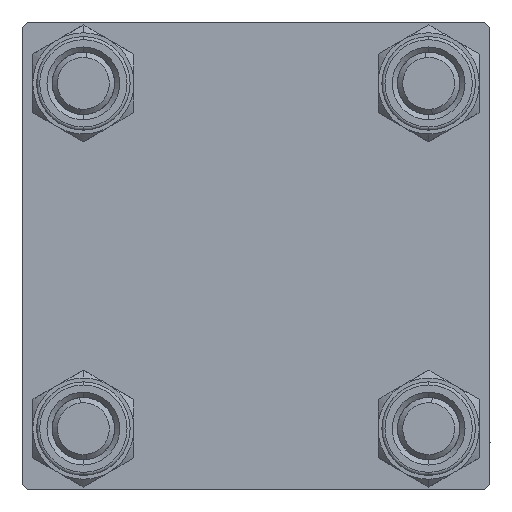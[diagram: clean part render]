
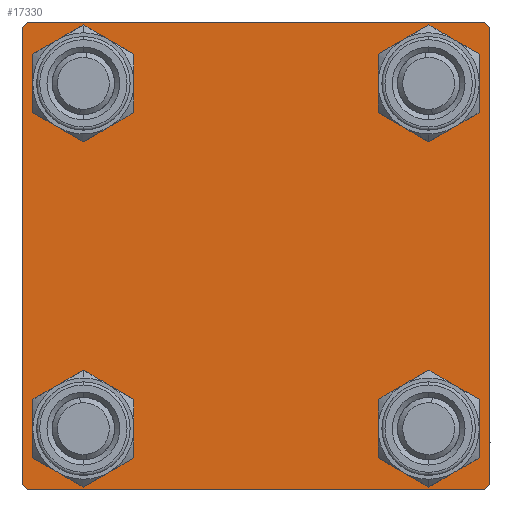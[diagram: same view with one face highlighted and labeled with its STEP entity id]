
A CAD part, left-side view. The second image highlights one B-rep face of the part: STEP entity #17330.
In plain terms, the highlighted planar face has unit normal (-1, 0, 0).
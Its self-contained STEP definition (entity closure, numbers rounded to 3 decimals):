
#1688 = AXIS2_PLACEMENT_3D ( 'NONE', #9293, #16943, #25107 ) ;
#1796 = ORIENTED_EDGE ( 'NONE', *, *, #24410, .F. ) ;
#2168 = FACE_OUTER_BOUND ( 'NONE', #38326, .T. ) ;
#2683 = VERTEX_POINT ( 'NONE', #24990 ) ;
#2750 = LINE ( 'NONE', #33840, #31923 ) ;
#2862 = ORIENTED_EDGE ( 'NONE', *, *, #12339, .T. ) ;
#3061 = EDGE_CURVE ( 'NONE', #2683, #42901, #38826, .T. ) ;
#3705 = EDGE_LOOP ( 'NONE', ( #10468, #11545 ) ) ;
#4028 = VECTOR ( 'NONE', #35179, 1000. ) ;
#5171 = ORIENTED_EDGE ( 'NONE', *, *, #13688, .T. ) ;
#5228 = FACE_BOUND ( 'NONE', #33699, .T. ) ;
#5720 = EDGE_LOOP ( 'NONE', ( #19226, #2862 ) ) ;
#5739 = EDGE_CURVE ( 'NONE', #47504, #16065, #19352, .T. ) ;
#5990 = FACE_BOUND ( 'NONE', #5720, .T. ) ;
#6497 = EDGE_LOOP ( 'NONE', ( #23738, #5171 ) ) ;
#8452 = DIRECTION ( 'NONE',  ( 0., 0., 1. ) ) ;
#8527 = VERTEX_POINT ( 'NONE', #17624 ) ;
#8744 = VERTEX_POINT ( 'NONE', #47861 ) ;
#8756 = VERTEX_POINT ( 'NONE', #43799 ) ;
#9293 = CARTESIAN_POINT ( 'NONE',  ( 0., 0., 0. ) ) ;
#9611 = VERTEX_POINT ( 'NONE', #48469 ) ;
#10468 = ORIENTED_EDGE ( 'NONE', *, *, #26697, .T. ) ;
#11045 = DIRECTION ( 'NONE',  ( 1., 0., 0. ) ) ;
#11545 = ORIENTED_EDGE ( 'NONE', *, *, #29588, .T. ) ;
#11770 = EDGE_CURVE ( 'NONE', #40960, #24240, #35016, .T. ) ;
#12339 = EDGE_CURVE ( 'NONE', #8744, #28502, #24428, .T. ) ;
#12586 = ORIENTED_EDGE ( 'NONE', *, *, #29213, .T. ) ;
#12985 = CARTESIAN_POINT ( 'NONE',  ( 0., 16.6, 16.6 ) ) ;
#13401 = DIRECTION ( 'NONE',  ( 1., 0., 0. ) ) ;
#13453 = LINE ( 'NONE', #32831, #26478 ) ;
#13670 = CARTESIAN_POINT ( 'NONE',  ( 0., -16.6, 16.6 ) ) ;
#13682 = DIRECTION ( 'NONE',  ( 0., 0.707, 0.707 ) ) ;
#13688 = EDGE_CURVE ( 'NONE', #16065, #47504, #27746, .T. ) ;
#13847 = AXIS2_PLACEMENT_3D ( 'NONE', #21197, #27834, #8452 ) ;
#14593 = CARTESIAN_POINT ( 'NONE',  ( 0., 22.5, -22. ) ) ;
#15947 = CARTESIAN_POINT ( 'NONE',  ( 0., -22.5, -22. ) ) ;
#16046 = CARTESIAN_POINT ( 'NONE',  ( 0., 22.5, 22.5 ) ) ;
#16065 = VERTEX_POINT ( 'NONE', #49874 ) ;
#16451 = CARTESIAN_POINT ( 'NONE',  ( 0., 22.5, 22. ) ) ;
#16678 = DIRECTION ( 'NONE',  ( 1., 0., 0. ) ) ;
#16943 = DIRECTION ( 'NONE',  ( -1., 0., 0. ) ) ;
#17051 = DIRECTION ( 'NONE',  ( 0., 0., 1. ) ) ;
#17330 = ADVANCED_FACE ( 'NONE', ( #5990, #32499, #5228, #21032, #2168 ), #29181, .T. ) ;
#17531 = LINE ( 'NONE', #24167, #32100 ) ;
#17624 = CARTESIAN_POINT ( 'NONE',  ( 0., 22., 22.5 ) ) ;
#18730 = CARTESIAN_POINT ( 'NONE',  ( 0., -22.5, 22.5 ) ) ;
#18918 = VERTEX_POINT ( 'NONE', #36706 ) ;
#19226 = ORIENTED_EDGE ( 'NONE', *, *, #35391, .T. ) ;
#19352 = CIRCLE ( 'NONE', #25867, 3.5 ) ;
#19480 = DIRECTION ( 'NONE',  ( 1., 0., 0. ) ) ;
#19644 = LINE ( 'NONE', #16046, #4028 ) ;
#20342 = EDGE_CURVE ( 'NONE', #8527, #43044, #2750, .T. ) ;
#20375 = CARTESIAN_POINT ( 'NONE',  ( 0., 22.5, -22.5 ) ) ;
#20396 = AXIS2_PLACEMENT_3D ( 'NONE', #34001, #11045, #22281 ) ;
#20771 = ORIENTED_EDGE ( 'NONE', *, *, #43655, .T. ) ;
#21032 = FACE_BOUND ( 'NONE', #3705, .T. ) ;
#21046 = DIRECTION ( 'NONE',  ( 0., 0., 1. ) ) ;
#21197 = CARTESIAN_POINT ( 'NONE',  ( 0., 16.6, -16.6 ) ) ;
#22121 = DIRECTION ( 'NONE',  ( 0., 0.707, -0.707 ) ) ;
#22281 = DIRECTION ( 'NONE',  ( 0., 0., 1. ) ) ;
#22807 = AXIS2_PLACEMENT_3D ( 'NONE', #12985, #36419, #17051 ) ;
#23426 = EDGE_CURVE ( 'NONE', #40216, #18918, #35414, .T. ) ;
#23738 = ORIENTED_EDGE ( 'NONE', *, *, #5739, .T. ) ;
#24041 = AXIS2_PLACEMENT_3D ( 'NONE', #42151, #19480, #35017 ) ;
#24167 = CARTESIAN_POINT ( 'NONE',  ( 0., -22.25, -22.25 ) ) ;
#24240 = VERTEX_POINT ( 'NONE', #37235 ) ;
#24410 = EDGE_CURVE ( 'NONE', #8527, #9611, #19644, .T. ) ;
#24428 = CIRCLE ( 'NONE', #30953, 3.5 ) ;
#24555 = ORIENTED_EDGE ( 'NONE', *, *, #20342, .T. ) ;
#24990 = CARTESIAN_POINT ( 'NONE',  ( 0., -22.5, 22. ) ) ;
#25028 = ORIENTED_EDGE ( 'NONE', *, *, #30403, .T. ) ;
#25107 = DIRECTION ( 'NONE',  ( 0., 0., 1. ) ) ;
#25867 = AXIS2_PLACEMENT_3D ( 'NONE', #36839, #13401, #21046 ) ;
#26050 = ORIENTED_EDGE ( 'NONE', *, *, #3061, .F. ) ;
#26478 = VECTOR ( 'NONE', #27996, 1000. ) ;
#26697 = EDGE_CURVE ( 'NONE', #31701, #8756, #32539, .T. ) ;
#27256 = CARTESIAN_POINT ( 'NONE',  ( 0., -16.6, -13.1 ) ) ;
#27546 = ORIENTED_EDGE ( 'NONE', *, *, #41050, .T. ) ;
#27746 = CIRCLE ( 'NONE', #20396, 3.5 ) ;
#27834 = DIRECTION ( 'NONE',  ( 1., 0., 0. ) ) ;
#27996 = DIRECTION ( 'NONE',  ( 0., 0., -1. ) ) ;
#28502 = VERTEX_POINT ( 'NONE', #43124 ) ;
#28575 = VECTOR ( 'NONE', #13682, 1000. ) ;
#29181 = PLANE ( 'NONE',  #1688 ) ;
#29213 = EDGE_CURVE ( 'NONE', #2683, #9611, #33566, .T. ) ;
#29448 = VECTOR ( 'NONE', #33515, 1000. ) ;
#29588 = EDGE_CURVE ( 'NONE', #8756, #31701, #38355, .T. ) ;
#30403 = EDGE_CURVE ( 'NONE', #32261, #40216, #41128, .T. ) ;
#30573 = CIRCLE ( 'NONE', #24041, 3.5 ) ;
#30953 = AXIS2_PLACEMENT_3D ( 'NONE', #13670, #36863, #36602 ) ;
#31701 = VERTEX_POINT ( 'NONE', #43961 ) ;
#31923 = VECTOR ( 'NONE', #22121, 1000. ) ;
#32100 = VECTOR ( 'NONE', #47578, 1000. ) ;
#32261 = VERTEX_POINT ( 'NONE', #14593 ) ;
#32499 = FACE_BOUND ( 'NONE', #6497, .T. ) ;
#32539 = CIRCLE ( 'NONE', #22807, 3.5 ) ;
#32831 = CARTESIAN_POINT ( 'NONE',  ( 0., 22.5, 22.5 ) ) ;
#33515 = DIRECTION ( 'NONE',  ( 0., -0.707, -0.707 ) ) ;
#33566 = LINE ( 'NONE', #49555, #28575 ) ;
#33699 = EDGE_LOOP ( 'NONE', ( #46682, #35692 ) ) ;
#33840 = CARTESIAN_POINT ( 'NONE',  ( 0., 22.25, 22.25 ) ) ;
#34001 = CARTESIAN_POINT ( 'NONE',  ( 0., -16.6, -16.6 ) ) ;
#34500 = DIRECTION ( 'NONE',  ( 1., 0., 0. ) ) ;
#35016 = CIRCLE ( 'NONE', #13847, 3.5 ) ;
#35017 = DIRECTION ( 'NONE',  ( 0., 0., 1. ) ) ;
#35179 = DIRECTION ( 'NONE',  ( 0., -1., 0. ) ) ;
#35391 = EDGE_CURVE ( 'NONE', #28502, #8744, #48973, .T. ) ;
#35414 = LINE ( 'NONE', #20375, #38968 ) ;
#35692 = ORIENTED_EDGE ( 'NONE', *, *, #11770, .T. ) ;
#35914 = DIRECTION ( 'NONE',  ( 0., -1., 0. ) ) ;
#36419 = DIRECTION ( 'NONE',  ( 1., 0., 0. ) ) ;
#36602 = DIRECTION ( 'NONE',  ( 0., 0., 1. ) ) ;
#36706 = CARTESIAN_POINT ( 'NONE',  ( 0., -22., -22.5 ) ) ;
#36839 = CARTESIAN_POINT ( 'NONE',  ( 0., -16.6, -16.6 ) ) ;
#36863 = DIRECTION ( 'NONE',  ( 1., 0., 0. ) ) ;
#37235 = CARTESIAN_POINT ( 'NONE',  ( 0., 16.6, -13.1 ) ) ;
#38326 = EDGE_LOOP ( 'NONE', ( #20771, #25028, #50006, #27546, #26050, #12586, #1796, #24555 ) ) ;
#38355 = CIRCLE ( 'NONE', #39986, 3.5 ) ;
#38808 = DIRECTION ( 'NONE',  ( 0., 0., 1. ) ) ;
#38826 = LINE ( 'NONE', #18730, #50145 ) ;
#38968 = VECTOR ( 'NONE', #35914, 1000. ) ;
#39986 = AXIS2_PLACEMENT_3D ( 'NONE', #42876, #34500, #38808 ) ;
#40216 = VERTEX_POINT ( 'NONE', #49258 ) ;
#40960 = VERTEX_POINT ( 'NONE', #48082 ) ;
#41050 = EDGE_CURVE ( 'NONE', #18918, #42901, #17531, .T. ) ;
#41128 = LINE ( 'NONE', #45197, #29448 ) ;
#42151 = CARTESIAN_POINT ( 'NONE',  ( 0., 16.6, -16.6 ) ) ;
#42876 = CARTESIAN_POINT ( 'NONE',  ( 0., 16.6, 16.6 ) ) ;
#42901 = VERTEX_POINT ( 'NONE', #15947 ) ;
#43044 = VERTEX_POINT ( 'NONE', #16451 ) ;
#43124 = CARTESIAN_POINT ( 'NONE',  ( 0., -16.6, 20.1 ) ) ;
#43282 = AXIS2_PLACEMENT_3D ( 'NONE', #46735, #16678, #43427 ) ;
#43427 = DIRECTION ( 'NONE',  ( 0., 0., 1. ) ) ;
#43655 = EDGE_CURVE ( 'NONE', #43044, #32261, #13453, .T. ) ;
#43799 = CARTESIAN_POINT ( 'NONE',  ( 0., 16.6, 13.1 ) ) ;
#43961 = CARTESIAN_POINT ( 'NONE',  ( 0., 16.6, 20.1 ) ) ;
#44151 = EDGE_CURVE ( 'NONE', #24240, #40960, #30573, .T. ) ;
#45197 = CARTESIAN_POINT ( 'NONE',  ( 0., 22.25, -22.25 ) ) ;
#46682 = ORIENTED_EDGE ( 'NONE', *, *, #44151, .T. ) ;
#46735 = CARTESIAN_POINT ( 'NONE',  ( 0., -16.6, 16.6 ) ) ;
#47504 = VERTEX_POINT ( 'NONE', #27256 ) ;
#47578 = DIRECTION ( 'NONE',  ( 0., -0.707, 0.707 ) ) ;
#47861 = CARTESIAN_POINT ( 'NONE',  ( 0., -16.6, 13.1 ) ) ;
#48082 = CARTESIAN_POINT ( 'NONE',  ( 0., 16.6, -20.1 ) ) ;
#48469 = CARTESIAN_POINT ( 'NONE',  ( 0., -22., 22.5 ) ) ;
#48973 = CIRCLE ( 'NONE', #43282, 3.5 ) ;
#49258 = CARTESIAN_POINT ( 'NONE',  ( 0., 22., -22.5 ) ) ;
#49555 = CARTESIAN_POINT ( 'NONE',  ( 0., -22.25, 22.25 ) ) ;
#49874 = CARTESIAN_POINT ( 'NONE',  ( 0., -16.6, -20.1 ) ) ;
#50006 = ORIENTED_EDGE ( 'NONE', *, *, #23426, .T. ) ;
#50017 = DIRECTION ( 'NONE',  ( 0., 0., -1. ) ) ;
#50145 = VECTOR ( 'NONE', #50017, 1000. ) ;
